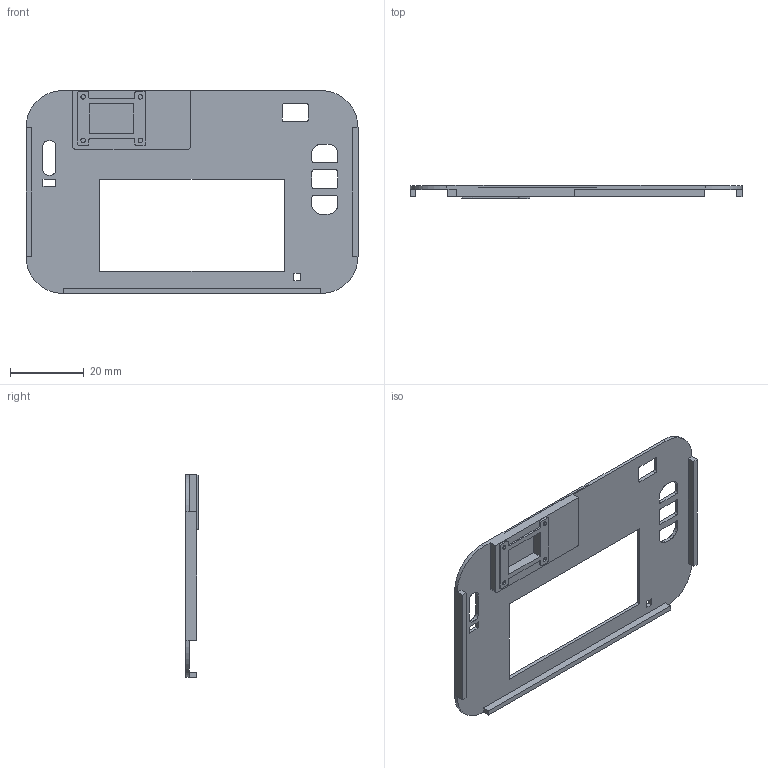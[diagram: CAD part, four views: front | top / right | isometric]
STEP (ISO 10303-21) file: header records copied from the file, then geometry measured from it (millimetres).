
FILE_DESCRIPTION (( 'STEP AP214' ), '1' );
FILE_NAME ('face_plate^thelth_assy.STEP', '2025-03-06T03:00:45', ( '' ), ( '' ), 'SwSTEP 2.0', 'SolidWorks 2025', '' );
FILE_SCHEMA (( 'AUTOMOTIVE_DESIGN' ));
Length unit declared in the file: millimetre
Products named in the file (1): face_plate^thelth_assy
Bounding box: 90 x 3.5 x 55 mm (x, y, z)
Volume: 4724.5 mm3; surface area: 9777.7 mm2
Topology: 4 solids, 4 shells, 152 faces, 414 edges, 276 vertices
Faces by surface type: plane 90, cylinder 54, bspline 8
Entity records: 5452 total; most frequent: CARTESIAN_POINT 1459, ORIENTED_EDGE 828, DIRECTION 796, EDGE_CURVE 414, LINE 290, VECTOR 290, VERTEX_POINT 276, AXIS2_PLACEMENT_3D 253
